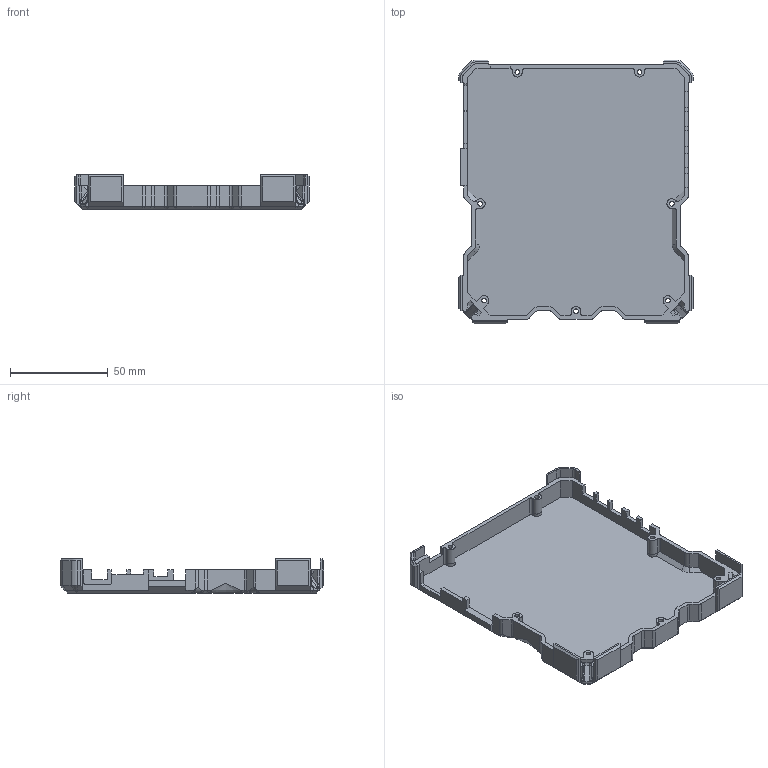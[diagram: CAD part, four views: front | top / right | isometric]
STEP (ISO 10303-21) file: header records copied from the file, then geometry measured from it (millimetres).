
FILE_DESCRIPTION (( 'STEP AP214' ), '1' );
FILE_NAME ('tanmatsu_case.step', '2025-03-13T22:07:52', ( '' ), ( '' ), 'SwSTEP 2.0', 'SolidWorks 2025', '' );
FILE_SCHEMA (( 'AUTOMOTIVE_DESIGN' ));
Length unit declared in the file: millimetre
Products named in the file (1): tanmatsu_case
Bounding box: 120 x 135 x 17.6 mm (x, y, z)
Volume: 36470.2 mm3; surface area: 42079.8 mm2
Topology: 1 solids, 1 shells, 439 faces, 1171 edges, 732 vertices
Faces by surface type: plane 259, cylinder 106, cone 32, bspline 32, torus 10
Entity records: 14789 total; most frequent: CARTESIAN_POINT 4024, ORIENTED_EDGE 2342, DIRECTION 2145, EDGE_CURVE 1171, LINE 765, VECTOR 765, VERTEX_POINT 732, AXIS2_PLACEMENT_3D 690
